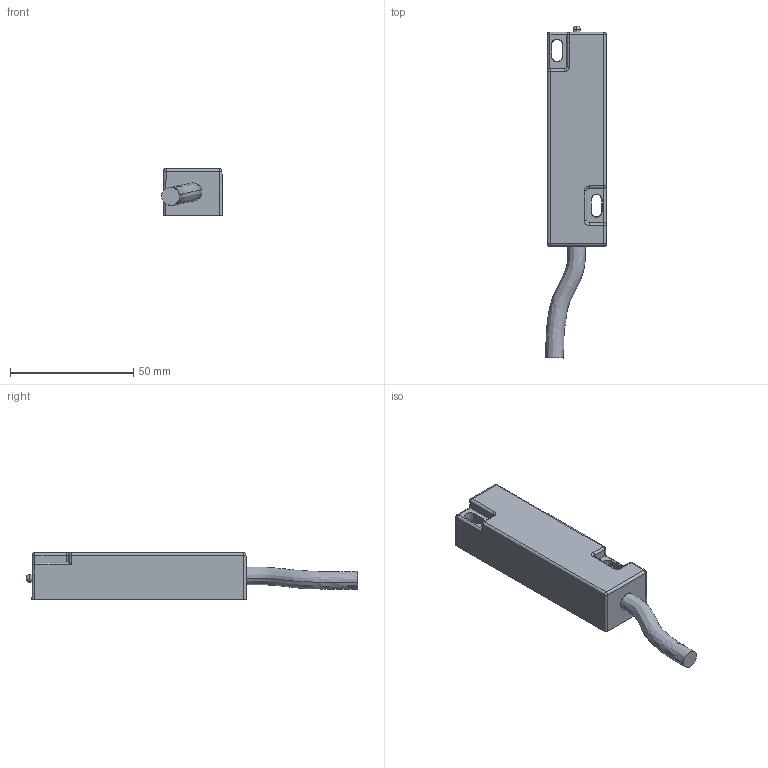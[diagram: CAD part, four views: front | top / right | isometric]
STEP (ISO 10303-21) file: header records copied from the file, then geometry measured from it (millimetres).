
FILE_DESCRIPTION (( 'STEP AP214' ), '1' );
FILE_NAME ('3D SSS switch AP214.STEP', '2010-01-06T09:52:08', ( ' ' ), ( ' ' ), 'SwSTEP 2.0', 'SolidWorks 2004231', '' );
FILE_SCHEMA (( 'AUTOMOTIVE_DESIGN' ));
Length unit declared in the file: millimetre
Products named in the file (3): SSS INSTALLATION; 150.003 (cable 6 core); 3D SSS switch AP214
Assembly tree (2 placements, depth 2):
  3D SSS switch AP214
    SSS INSTALLATION
    150.003 (cable 6 core)
Bounding box: 24.64 x 134.72 x 19 mm (x, y, z)
Volume: 39289.3 mm3; surface area: 10001.8 mm2
Topology: 2 solids, 2 shells, 68 faces, 157 edges, 92 vertices
Faces by surface type: cylinder 28, plane 21, sphere 8, torus 5, cone 4, bspline 2
Entity records: 2758 total; most frequent: CARTESIAN_POINT 481, DIRECTION 341, ORIENTED_EDGE 308, EDGE_CURVE 154, AXIS2_PLACEMENT_3D 132, VERTEX_POINT 92, LINE 77, VECTOR 77
